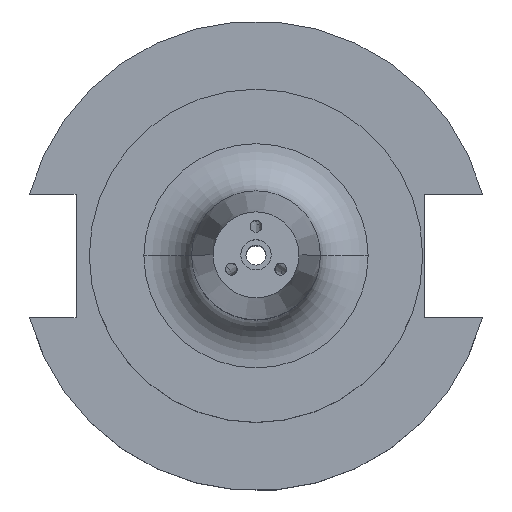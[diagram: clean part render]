
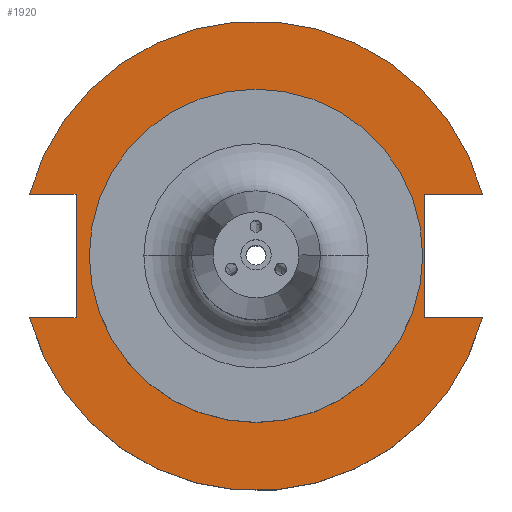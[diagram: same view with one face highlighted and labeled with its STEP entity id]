
A CAD part, top view. The second image highlights one B-rep face of the part: STEP entity #1920.
In plain terms, the highlighted planar face has unit normal (0, 0, 1).
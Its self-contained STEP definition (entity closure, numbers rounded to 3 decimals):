
#28 = ORIENTED_EDGE ( 'NONE', *, *, #2140, .F. ) ;
#63 = VERTEX_POINT ( 'NONE', #680 ) ;
#69 = CARTESIAN_POINT ( 'NONE',  ( 35.306, -12.954, 19.05 ) ) ;
#114 = VECTOR ( 'NONE', #2118, 1000. ) ;
#126 = CARTESIAN_POINT ( 'NONE',  ( 35.306, 12.954, 19.05 ) ) ;
#175 = CARTESIAN_POINT ( 'NONE',  ( 0., 0., 19.05 ) ) ;
#230 = VERTEX_POINT ( 'NONE', #1580 ) ;
#300 = DIRECTION ( 'NONE',  ( 1., 0., 0. ) ) ;
#315 = CARTESIAN_POINT ( 'NONE',  ( 0., 49.212, 19.05 ) ) ;
#319 = AXIS2_PLACEMENT_3D ( 'NONE', #315, #745, #1972 ) ;
#336 = PLANE ( 'NONE',  #319 ) ;
#354 = DIRECTION ( 'NONE',  ( 1., 0., 0. ) ) ;
#364 = DIRECTION ( 'NONE',  ( 0., 0., 1. ) ) ;
#374 = AXIS2_PLACEMENT_3D ( 'NONE', #175, #1786, #300 ) ;
#386 = CARTESIAN_POINT ( 'NONE',  ( -37.719, -12.954, 19.05 ) ) ;
#464 = VECTOR ( 'NONE', #1980, 1000. ) ;
#525 = CIRCLE ( 'NONE', #374, 34.925 ) ;
#528 = LINE ( 'NONE', #1879, #1065 ) ;
#530 = EDGE_CURVE ( 'NONE', #1979, #1021, #2169, .T. ) ;
#543 = EDGE_CURVE ( 'NONE', #1021, #799, #528, .T. ) ;
#570 = DIRECTION ( 'NONE',  ( 1., 0., 0. ) ) ;
#614 = CARTESIAN_POINT ( 'NONE',  ( -47.477, -12.954, 19.05 ) ) ;
#625 = FACE_OUTER_BOUND ( 'NONE', #2562, .T. ) ;
#626 = VECTOR ( 'NONE', #946, 1000. ) ;
#631 = AXIS2_PLACEMENT_3D ( 'NONE', #1926, #698, #570 ) ;
#680 = CARTESIAN_POINT ( 'NONE',  ( -47.477, 12.954, 19.05 ) ) ;
#681 = CARTESIAN_POINT ( 'NONE',  ( 34.925, 0., 19.05 ) ) ;
#698 = DIRECTION ( 'NONE',  ( 0., 0., 1. ) ) ;
#745 = DIRECTION ( 'NONE',  ( 0., 0., 1. ) ) ;
#776 = ORIENTED_EDGE ( 'NONE', *, *, #802, .F. ) ;
#799 = VERTEX_POINT ( 'NONE', #69 ) ;
#802 = EDGE_CURVE ( 'NONE', #2077, #1701, #1173, .T. ) ;
#860 = ORIENTED_EDGE ( 'NONE', *, *, #1538, .F. ) ;
#946 = DIRECTION ( 'NONE',  ( 1., 0., 0. ) ) ;
#1021 = VERTEX_POINT ( 'NONE', #1140 ) ;
#1039 = AXIS2_PLACEMENT_3D ( 'NONE', #2610, #364, #354 ) ;
#1061 = VERTEX_POINT ( 'NONE', #1548 ) ;
#1065 = VECTOR ( 'NONE', #1534, 1000. ) ;
#1136 = VECTOR ( 'NONE', #2418, 1000. ) ;
#1140 = CARTESIAN_POINT ( 'NONE',  ( 35.306, 12.954, 19.05 ) ) ;
#1154 = ORIENTED_EDGE ( 'NONE', *, *, #1539, .T. ) ;
#1170 = FACE_BOUND ( 'NONE', #2301, .T. ) ;
#1173 = LINE ( 'NONE', #2588, #626 ) ;
#1179 = EDGE_CURVE ( 'NONE', #1683, #63, #2666, .T. ) ;
#1245 = ORIENTED_EDGE ( 'NONE', *, *, #1631, .T. ) ;
#1300 = DIRECTION ( 'NONE',  ( 0., 0., 1. ) ) ;
#1486 = DIRECTION ( 'NONE',  ( 1., 0., 0. ) ) ;
#1533 = CIRCLE ( 'NONE', #1039, 34.925 ) ;
#1534 = DIRECTION ( 'NONE',  ( 0., -1., 0. ) ) ;
#1538 = EDGE_CURVE ( 'NONE', #799, #230, #2306, .T. ) ;
#1539 = EDGE_CURVE ( 'NONE', #2077, #230, #2239, .T. ) ;
#1548 = CARTESIAN_POINT ( 'NONE',  ( -34.925, 0., 19.05 ) ) ;
#1580 = CARTESIAN_POINT ( 'NONE',  ( 47.477, -12.954, 19.05 ) ) ;
#1630 = EDGE_CURVE ( 'NONE', #1061, #1717, #525, .T. ) ;
#1631 = EDGE_CURVE ( 'NONE', #1979, #63, #2092, .T. ) ;
#1678 = EDGE_CURVE ( 'NONE', #1717, #1061, #1533, .T. ) ;
#1683 = VERTEX_POINT ( 'NONE', #1995 ) ;
#1701 = VERTEX_POINT ( 'NONE', #386 ) ;
#1717 = VERTEX_POINT ( 'NONE', #681 ) ;
#1763 = CARTESIAN_POINT ( 'NONE',  ( 35.306, -12.954, 19.05 ) ) ;
#1768 = DIRECTION ( 'NONE',  ( 0., 1., 0. ) ) ;
#1786 = DIRECTION ( 'NONE',  ( 0., 0., 1. ) ) ;
#1860 = CARTESIAN_POINT ( 'NONE',  ( 47.477, 12.954, 19.05 ) ) ;
#1864 = VECTOR ( 'NONE', #1768, 1000. ) ;
#1879 = CARTESIAN_POINT ( 'NONE',  ( 35.306, 12.954, 19.05 ) ) ;
#1920 = ADVANCED_FACE ( 'NONE', ( #1170, #625 ), #336, .T. ) ;
#1926 = CARTESIAN_POINT ( 'NONE',  ( 0., 0., 19.05 ) ) ;
#1968 = CARTESIAN_POINT ( 'NONE',  ( 0., 0., 19.05 ) ) ;
#1972 = DIRECTION ( 'NONE',  ( 1., 0., 0. ) ) ;
#1979 = VERTEX_POINT ( 'NONE', #1860 ) ;
#1980 = DIRECTION ( 'NONE',  ( -1., 0., 0. ) ) ;
#1990 = CARTESIAN_POINT ( 'NONE',  ( -37.719, 12.954, 19.05 ) ) ;
#1995 = CARTESIAN_POINT ( 'NONE',  ( -37.719, 12.954, 19.05 ) ) ;
#2077 = VERTEX_POINT ( 'NONE', #614 ) ;
#2092 = CIRCLE ( 'NONE', #631, 49.212 ) ;
#2118 = DIRECTION ( 'NONE',  ( 1., 0., 0. ) ) ;
#2140 = EDGE_CURVE ( 'NONE', #1701, #1683, #2368, .T. ) ;
#2163 = ORIENTED_EDGE ( 'NONE', *, *, #1630, .F. ) ;
#2169 = LINE ( 'NONE', #126, #1136 ) ;
#2188 = ORIENTED_EDGE ( 'NONE', *, *, #530, .F. ) ;
#2233 = ORIENTED_EDGE ( 'NONE', *, *, #543, .F. ) ;
#2239 = CIRCLE ( 'NONE', #2488, 49.212 ) ;
#2301 = EDGE_LOOP ( 'NONE', ( #2446, #2163 ) ) ;
#2306 = LINE ( 'NONE', #1763, #114 ) ;
#2368 = LINE ( 'NONE', #1990, #1864 ) ;
#2418 = DIRECTION ( 'NONE',  ( -1., 0., 0. ) ) ;
#2446 = ORIENTED_EDGE ( 'NONE', *, *, #1678, .F. ) ;
#2488 = AXIS2_PLACEMENT_3D ( 'NONE', #1968, #1300, #1486 ) ;
#2548 = ORIENTED_EDGE ( 'NONE', *, *, #1179, .F. ) ;
#2562 = EDGE_LOOP ( 'NONE', ( #1154, #860, #2233, #2188, #1245, #2548, #28, #776 ) ) ;
#2584 = CARTESIAN_POINT ( 'NONE',  ( -63.719, 12.954, 19.05 ) ) ;
#2588 = CARTESIAN_POINT ( 'NONE',  ( -63.719, -12.954, 19.05 ) ) ;
#2610 = CARTESIAN_POINT ( 'NONE',  ( 0., 0., 19.05 ) ) ;
#2666 = LINE ( 'NONE', #2584, #464 ) ;
